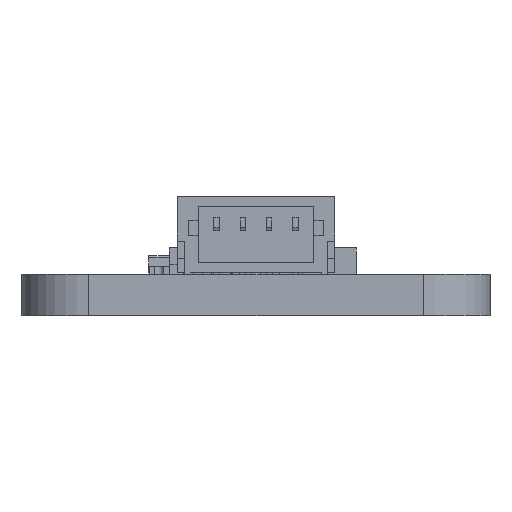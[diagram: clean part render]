
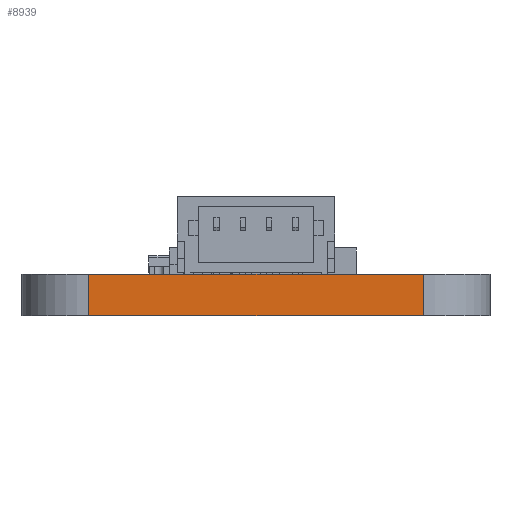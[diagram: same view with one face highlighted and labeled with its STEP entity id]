
A CAD part, left-side view. The second image highlights one B-rep face of the part: STEP entity #8939.
In plain terms, the highlighted planar face has unit normal (-1, 0, 0).
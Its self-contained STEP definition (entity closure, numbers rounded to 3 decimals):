
#165=PLANE('',#9576);
#569=FACE_OUTER_BOUND('',#1035,.T.);
#1035=EDGE_LOOP('',(#6076,#6077,#6078,#6079));
#1571=LINE('',#12744,#2649);
#1572=LINE('',#12747,#2650);
#1573=LINE('',#12749,#2651);
#1574=LINE('',#12750,#2652);
#2649=VECTOR('',#10365,10.);
#2650=VECTOR('',#10368,10.);
#2651=VECTOR('',#10369,10.);
#2652=VECTOR('',#10370,10.);
#3924=VERTEX_POINT('',#12740);
#3925=VERTEX_POINT('',#12742);
#3926=VERTEX_POINT('',#12746);
#3927=VERTEX_POINT('',#12748);
#4787=EDGE_CURVE('',#3924,#3925,#1571,.T.);
#4788=EDGE_CURVE('',#3926,#3924,#1572,.T.);
#4789=EDGE_CURVE('',#3927,#3925,#1573,.T.);
#4790=EDGE_CURVE('',#3926,#3927,#1574,.T.);
#6076=ORIENTED_EDGE('',*,*,#4788,.T.);
#6077=ORIENTED_EDGE('',*,*,#4787,.T.);
#6078=ORIENTED_EDGE('',*,*,#4789,.F.);
#6079=ORIENTED_EDGE('',*,*,#4790,.F.);
#8939=ADVANCED_FACE('',(#569),#165,.T.);
#9576=AXIS2_PLACEMENT_3D('',#12745,#10366,#10367);
#10365=DIRECTION('',(0.,0.,1.));
#10366=DIRECTION('center_axis',(-1.,0.,0.));
#10367=DIRECTION('ref_axis',(0.,-1.,0.));
#10368=DIRECTION('',(0.,-1.,0.));
#10369=DIRECTION('',(0.,-1.,0.));
#10370=DIRECTION('',(0.,0.,1.));
#12740=CARTESIAN_POINT('',(0.,2.54,0.));
#12742=CARTESIAN_POINT('',(0.,2.54,1.57));
#12744=CARTESIAN_POINT('',(0.,2.54,0.));
#12745=CARTESIAN_POINT('Origin',(0.,15.24,0.));
#12746=CARTESIAN_POINT('',(0.,15.24,0.));
#12747=CARTESIAN_POINT('',(0.,15.24,0.));
#12748=CARTESIAN_POINT('',(0.,15.24,1.57));
#12749=CARTESIAN_POINT('',(0.,15.24,1.57));
#12750=CARTESIAN_POINT('',(0.,15.24,0.));
